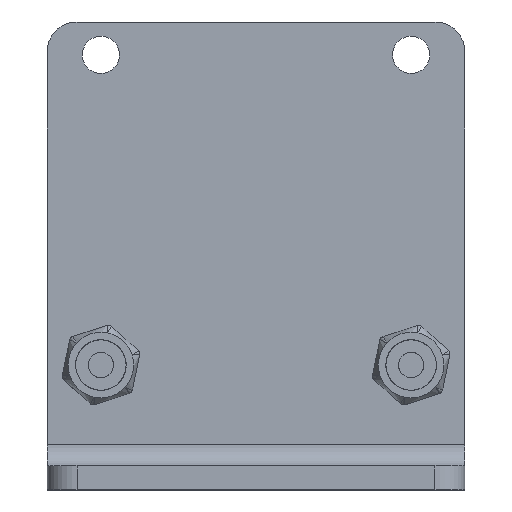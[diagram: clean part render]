
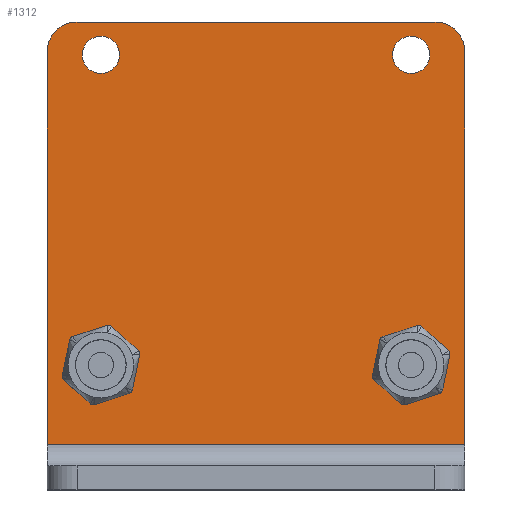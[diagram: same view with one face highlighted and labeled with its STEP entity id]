
A CAD part, top view. The second image highlights one B-rep face of the part: STEP entity #1312.
In plain terms, the highlighted face is planar.
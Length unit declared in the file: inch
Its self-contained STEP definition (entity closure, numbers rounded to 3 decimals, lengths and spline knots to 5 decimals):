
#134=PLANE('',#1507);
#159=LINE('',#2103,#223);
#175=LINE('',#2148,#239);
#177=LINE('',#2152,#241);
#179=LINE('',#2158,#243);
#223=VECTOR('',#1693,0.3937);
#239=VECTOR('',#1739,0.3937);
#241=VECTOR('',#1743,0.3937);
#243=VECTOR('',#1751,0.3937);
#298=FACE_BOUND('',#430,.T.);
#299=FACE_BOUND('',#431,.T.);
#300=FACE_BOUND('',#432,.T.);
#301=FACE_BOUND('',#433,.T.);
#335=FACE_OUTER_BOUND('',#429,.T.);
#429=EDGE_LOOP('',(#981,#982,#983,#984,#985,#986));
#430=EDGE_LOOP('',(#987));
#431=EDGE_LOOP('',(#988));
#432=EDGE_LOOP('',(#989));
#433=EDGE_LOOP('',(#990));
#512=CIRCLE('',#1471,0.078);
#514=CIRCLE('',#1474,0.078);
#516=CIRCLE('',#1477,0.078);
#518=CIRCLE('',#1480,0.078);
#530=CIRCLE('',#1501,0.125);
#531=CIRCLE('',#1505,0.125);
#581=VERTEX_POINT('',#2067);
#583=VERTEX_POINT('',#2072);
#585=VERTEX_POINT('',#2077);
#587=VERTEX_POINT('',#2082);
#593=VERTEX_POINT('',#2096);
#596=VERTEX_POINT('',#2101);
#609=VERTEX_POINT('',#2142);
#610=VERTEX_POINT('',#2143);
#611=VERTEX_POINT('',#2150);
#612=VERTEX_POINT('',#2154);
#712=EDGE_CURVE('',#581,#581,#512,.T.);
#714=EDGE_CURVE('',#583,#583,#514,.T.);
#716=EDGE_CURVE('',#585,#585,#516,.T.);
#718=EDGE_CURVE('',#587,#587,#518,.T.);
#727=EDGE_CURVE('',#593,#596,#159,.T.);
#747=EDGE_CURVE('',#609,#610,#530,.T.);
#750=EDGE_CURVE('',#593,#609,#175,.T.);
#752=EDGE_CURVE('',#611,#596,#177,.T.);
#753=EDGE_CURVE('',#612,#611,#531,.T.);
#755=EDGE_CURVE('',#610,#612,#179,.T.);
#981=ORIENTED_EDGE('',*,*,#727,.T.);
#982=ORIENTED_EDGE('',*,*,#752,.F.);
#983=ORIENTED_EDGE('',*,*,#753,.F.);
#984=ORIENTED_EDGE('',*,*,#755,.F.);
#985=ORIENTED_EDGE('',*,*,#747,.F.);
#986=ORIENTED_EDGE('',*,*,#750,.F.);
#987=ORIENTED_EDGE('',*,*,#712,.T.);
#988=ORIENTED_EDGE('',*,*,#714,.T.);
#989=ORIENTED_EDGE('',*,*,#716,.T.);
#990=ORIENTED_EDGE('',*,*,#718,.T.);
#1312=ADVANCED_FACE('',(#335,#298,#299,#300,#301),#134,.T.);
#1471=AXIS2_PLACEMENT_3D('',#2068,#1656,#1657);
#1474=AXIS2_PLACEMENT_3D('',#2073,#1662,#1663);
#1477=AXIS2_PLACEMENT_3D('',#2078,#1668,#1669);
#1480=AXIS2_PLACEMENT_3D('',#2083,#1674,#1675);
#1501=AXIS2_PLACEMENT_3D('',#2144,#1733,#1734);
#1505=AXIS2_PLACEMENT_3D('',#2155,#1746,#1747);
#1507=AXIS2_PLACEMENT_3D('',#2159,#1752,#1753);
#1656=DIRECTION('center_axis',(0.,1.,0.));
#1657=DIRECTION('ref_axis',(1.,0.,0.));
#1662=DIRECTION('center_axis',(0.,1.,0.));
#1663=DIRECTION('ref_axis',(1.,0.,0.));
#1668=DIRECTION('center_axis',(0.,1.,0.));
#1669=DIRECTION('ref_axis',(1.,0.,0.));
#1674=DIRECTION('center_axis',(0.,1.,0.));
#1675=DIRECTION('ref_axis',(1.,0.,0.));
#1693=DIRECTION('',(1.,0.,0.));
#1733=DIRECTION('center_axis',(0.,1.,0.));
#1734=DIRECTION('ref_axis',(0.,0.,1.));
#1739=DIRECTION('',(0.,0.,1.));
#1743=DIRECTION('',(0.,0.,-1.));
#1746=DIRECTION('center_axis',(0.,1.,0.));
#1747=DIRECTION('ref_axis',(1.,0.,0.));
#1751=DIRECTION('',(1.,0.,0.));
#1752=DIRECTION('center_axis',(0.,-1.,0.));
#1753=DIRECTION('ref_axis',(1.,0.,0.));
#2067=CARTESIAN_POINT('',(-0.5405,-0.82774,0.5235));
#2068=CARTESIAN_POINT('Origin',(-0.4625,-0.82774,0.5235));
#2072=CARTESIAN_POINT('',(0.7595,-0.82774,1.8235));
#2073=CARTESIAN_POINT('Origin',(0.8375,-0.82774,1.8235));
#2077=CARTESIAN_POINT('',(-0.5405,-0.82774,1.8235));
#2078=CARTESIAN_POINT('Origin',(-0.4625,-0.82774,1.8235));
#2082=CARTESIAN_POINT('',(0.7595,-0.82774,0.5235));
#2083=CARTESIAN_POINT('Origin',(0.8375,-0.82774,0.5235));
#2096=CARTESIAN_POINT('',(-0.6875,-0.82774,0.19));
#2101=CARTESIAN_POINT('',(1.0625,-0.82774,0.19));
#2103=CARTESIAN_POINT('',(0.625,-0.82774,0.19));
#2142=CARTESIAN_POINT('',(-0.6875,-0.82774,1.83626));
#2143=CARTESIAN_POINT('',(-0.5625,-0.82774,1.96126));
#2144=CARTESIAN_POINT('Origin',(-0.5625,-0.82774,1.83626));
#2148=CARTESIAN_POINT('',(-0.6875,-0.82774,1.83626));
#2150=CARTESIAN_POINT('',(1.0625,-0.82774,1.83626));
#2152=CARTESIAN_POINT('',(1.0625,-0.82774,-0.41524));
#2154=CARTESIAN_POINT('',(0.9375,-0.82774,1.96126));
#2155=CARTESIAN_POINT('Origin',(0.9375,-0.82774,1.83626));
#2158=CARTESIAN_POINT('',(0.9375,-0.82774,1.96126));
#2159=CARTESIAN_POINT('Origin',(0.1875,-0.82774,0.71051));
